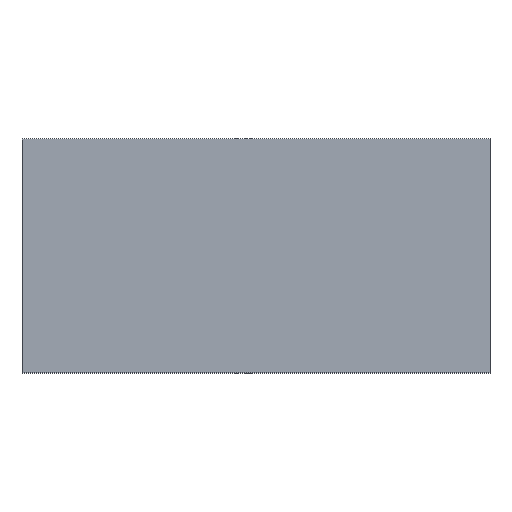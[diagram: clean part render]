
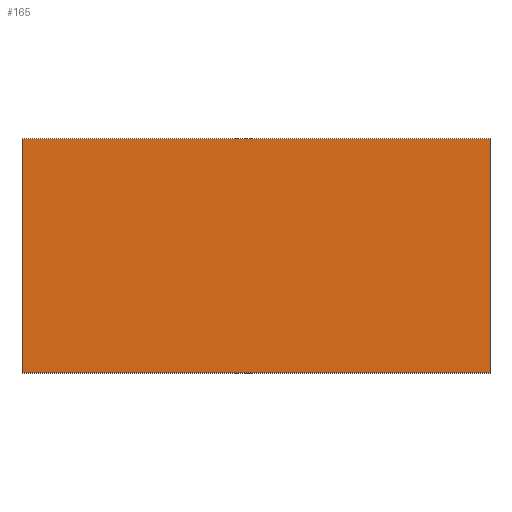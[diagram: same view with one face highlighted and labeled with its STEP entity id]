
A CAD part, top view. The second image highlights one B-rep face of the part: STEP entity #165.
In plain terms, the highlighted planar face has unit normal (0, 0, 1).
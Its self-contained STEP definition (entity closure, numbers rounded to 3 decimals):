
#2 = VERTEX_POINT ( 'NONE', #22 ) ;
#3 = CARTESIAN_POINT ( 'NONE',  ( 1000., -450., 4. ) ) ;
#4 = VERTEX_POINT ( 'NONE', #124 ) ;
#20 = VECTOR ( 'NONE', #57, 1000. ) ;
#22 = CARTESIAN_POINT ( 'NONE',  ( -1000., 550., 4. ) ) ;
#31 = VECTOR ( 'NONE', #192, 1000. ) ;
#34 = EDGE_LOOP ( 'NONE', ( #174, #171, #98, #47 ) ) ;
#37 = PLANE ( 'NONE',  #143 ) ;
#40 = CARTESIAN_POINT ( 'NONE',  ( -1000., -450., 4. ) ) ;
#46 = CARTESIAN_POINT ( 'NONE',  ( 1000., -450., 4. ) ) ;
#47 = ORIENTED_EDGE ( 'NONE', *, *, #113, .T. ) ;
#49 = DIRECTION ( 'NONE',  ( 0., -1., 0. ) ) ;
#51 = CARTESIAN_POINT ( 'NONE',  ( -1000., -450., 4. ) ) ;
#52 = LINE ( 'NONE', #158, #20 ) ;
#57 = DIRECTION ( 'NONE',  ( -1., 0., 0. ) ) ;
#60 = CARTESIAN_POINT ( 'NONE',  ( -1000., 550., 4. ) ) ;
#64 = EDGE_CURVE ( 'NONE', #91, #4, #138, .T. ) ;
#77 = EDGE_CURVE ( 'NONE', #4, #2, #52, .T. ) ;
#85 = DIRECTION ( 'NONE',  ( 1., 0., 0. ) ) ;
#91 = VERTEX_POINT ( 'NONE', #3 ) ;
#96 = EDGE_CURVE ( 'NONE', #2, #191, #188, .T. ) ;
#98 = ORIENTED_EDGE ( 'NONE', *, *, #96, .T. ) ;
#113 = EDGE_CURVE ( 'NONE', #191, #91, #159, .T. ) ;
#117 = DIRECTION ( 'NONE',  ( 1., 0., 0. ) ) ;
#124 = CARTESIAN_POINT ( 'NONE',  ( 1000., 550., 4. ) ) ;
#138 = LINE ( 'NONE', #46, #31 ) ;
#142 = DIRECTION ( 'NONE',  ( 0., 0., 1. ) ) ;
#143 = AXIS2_PLACEMENT_3D ( 'NONE', #40, #142, #117 ) ;
#155 = VECTOR ( 'NONE', #85, 1000. ) ;
#158 = CARTESIAN_POINT ( 'NONE',  ( 1000., 550., 4. ) ) ;
#159 = LINE ( 'NONE', #195, #155 ) ;
#164 = FACE_OUTER_BOUND ( 'NONE', #34, .T. ) ;
#165 = ADVANCED_FACE ( 'NONE', ( #164 ), #37, .T. ) ;
#171 = ORIENTED_EDGE ( 'NONE', *, *, #77, .T. ) ;
#174 = ORIENTED_EDGE ( 'NONE', *, *, #64, .T. ) ;
#188 = LINE ( 'NONE', #60, #194 ) ;
#191 = VERTEX_POINT ( 'NONE', #51 ) ;
#192 = DIRECTION ( 'NONE',  ( 0., 1., 0. ) ) ;
#194 = VECTOR ( 'NONE', #49, 1000. ) ;
#195 = CARTESIAN_POINT ( 'NONE',  ( -1000., -450., 4. ) ) ;
